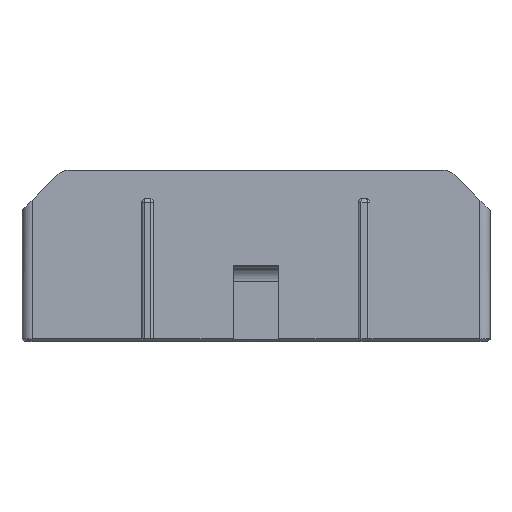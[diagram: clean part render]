
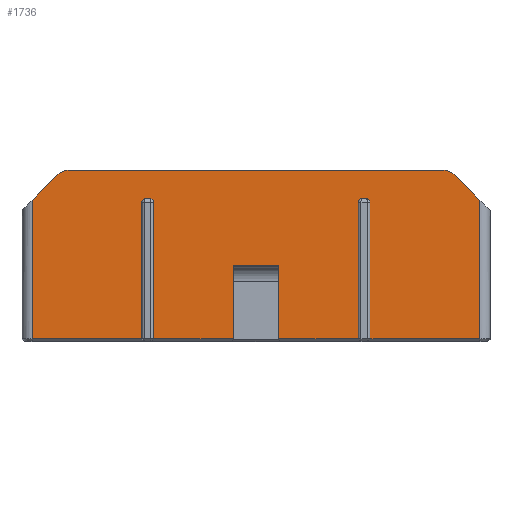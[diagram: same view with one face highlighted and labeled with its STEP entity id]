
A CAD part, top view. The second image highlights one B-rep face of the part: STEP entity #1736.
In plain terms, the highlighted planar face has unit normal (0, 0, 1).
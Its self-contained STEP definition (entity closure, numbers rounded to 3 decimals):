
#88=PLANE('',#1895);
#161=FACE_OUTER_BOUND('',#271,.T.);
#271=EDGE_LOOP('',(#1369,#1370,#1371,#1372,#1373,#1374,#1375,#1376,#1377,
#1378,#1379,#1380,#1381,#1382,#1383,#1384,#1385,#1386,#1387,#1388,#1389,
#1390,#1391,#1392));
#372=LINE('',#2574,#554);
#378=LINE('',#2590,#560);
#383=LINE('',#2608,#565);
#384=LINE('',#2611,#566);
#399=LINE('',#2651,#581);
#405=LINE('',#2664,#587);
#412=LINE('',#2686,#594);
#421=LINE('',#2707,#603);
#427=LINE('',#2721,#609);
#431=LINE('',#2730,#613);
#443=LINE('',#2762,#625);
#444=LINE('',#2765,#626);
#445=LINE('',#2769,#627);
#446=LINE('',#2771,#628);
#447=LINE('',#2772,#629);
#448=LINE('',#2776,#630);
#449=LINE('',#2780,#631);
#450=LINE('',#2781,#632);
#554=VECTOR('',#2068,1000.);
#560=VECTOR('',#2082,1000.);
#565=VECTOR('',#2097,1000.);
#566=VECTOR('',#2102,1000.);
#581=VECTOR('',#2143,1000.);
#587=VECTOR('',#2153,1000.);
#594=VECTOR('',#2176,1000.);
#603=VECTOR('',#2197,1000.);
#609=VECTOR('',#2211,1000.);
#613=VECTOR('',#2217,1000.);
#625=VECTOR('',#2247,1000.);
#626=VECTOR('',#2252,1000.);
#627=VECTOR('',#2255,1000.);
#628=VECTOR('',#2258,1000.);
#629=VECTOR('',#2259,1000.);
#630=VECTOR('',#2262,1000.);
#631=VECTOR('',#2265,1000.);
#632=VECTOR('',#2266,1000.);
#705=CIRCLE('',#1836,3.);
#709=CIRCLE('',#1846,3.);
#730=CIRCLE('',#1896,0.75);
#731=CIRCLE('',#1897,0.75);
#732=CIRCLE('',#1898,0.75);
#733=CIRCLE('',#1899,0.75);
#788=VERTEX_POINT('',#2561);
#789=VERTEX_POINT('',#2563);
#793=VERTEX_POINT('',#2572);
#798=VERTEX_POINT('',#2586);
#799=VERTEX_POINT('',#2588);
#800=VERTEX_POINT('',#2592);
#803=VERTEX_POINT('',#2597);
#807=VERTEX_POINT('',#2607);
#819=VERTEX_POINT('',#2649);
#823=VERTEX_POINT('',#2661);
#824=VERTEX_POINT('',#2663);
#830=VERTEX_POINT('',#2684);
#831=VERTEX_POINT('',#2685);
#837=VERTEX_POINT('',#2706);
#841=VERTEX_POINT('',#2720);
#844=VERTEX_POINT('',#2727);
#845=VERTEX_POINT('',#2729);
#856=VERTEX_POINT('',#2761);
#857=VERTEX_POINT('',#2766);
#858=VERTEX_POINT('',#2768);
#859=VERTEX_POINT('',#2773);
#860=VERTEX_POINT('',#2775);
#861=VERTEX_POINT('',#2777);
#862=VERTEX_POINT('',#2779);
#949=EDGE_CURVE('',#789,#788,#705,.T.);
#954=EDGE_CURVE('',#793,#788,#372,.T.);
#962=EDGE_CURVE('',#798,#799,#378,.T.);
#966=EDGE_CURVE('',#800,#803,#709,.T.);
#970=EDGE_CURVE('',#800,#807,#383,.T.);
#972=EDGE_CURVE('',#803,#789,#384,.T.);
#993=EDGE_CURVE('',#819,#793,#399,.T.);
#999=EDGE_CURVE('',#824,#823,#405,.T.);
#1010=EDGE_CURVE('',#830,#831,#412,.T.);
#1023=EDGE_CURVE('',#837,#798,#421,.T.);
#1030=EDGE_CURVE('',#799,#841,#427,.T.);
#1034=EDGE_CURVE('',#845,#844,#431,.T.);
#1050=EDGE_CURVE('',#856,#807,#443,.T.);
#1052=EDGE_CURVE('',#824,#819,#444,.T.);
#1053=EDGE_CURVE('',#823,#857,#730,.T.);
#1054=EDGE_CURVE('',#858,#857,#445,.T.);
#1055=EDGE_CURVE('',#858,#831,#731,.T.);
#1056=EDGE_CURVE('',#837,#830,#446,.T.);
#1057=EDGE_CURVE('',#845,#841,#447,.T.);
#1058=EDGE_CURVE('',#844,#859,#732,.T.);
#1059=EDGE_CURVE('',#860,#859,#448,.T.);
#1060=EDGE_CURVE('',#860,#861,#733,.T.);
#1061=EDGE_CURVE('',#862,#861,#449,.T.);
#1062=EDGE_CURVE('',#856,#862,#450,.T.);
#1369=ORIENTED_EDGE('',*,*,#972,.T.);
#1370=ORIENTED_EDGE('',*,*,#949,.T.);
#1371=ORIENTED_EDGE('',*,*,#954,.F.);
#1372=ORIENTED_EDGE('',*,*,#993,.F.);
#1373=ORIENTED_EDGE('',*,*,#1052,.F.);
#1374=ORIENTED_EDGE('',*,*,#999,.T.);
#1375=ORIENTED_EDGE('',*,*,#1053,.T.);
#1376=ORIENTED_EDGE('',*,*,#1054,.F.);
#1377=ORIENTED_EDGE('',*,*,#1055,.T.);
#1378=ORIENTED_EDGE('',*,*,#1010,.F.);
#1379=ORIENTED_EDGE('',*,*,#1056,.F.);
#1380=ORIENTED_EDGE('',*,*,#1023,.T.);
#1381=ORIENTED_EDGE('',*,*,#962,.T.);
#1382=ORIENTED_EDGE('',*,*,#1030,.T.);
#1383=ORIENTED_EDGE('',*,*,#1057,.F.);
#1384=ORIENTED_EDGE('',*,*,#1034,.T.);
#1385=ORIENTED_EDGE('',*,*,#1058,.T.);
#1386=ORIENTED_EDGE('',*,*,#1059,.F.);
#1387=ORIENTED_EDGE('',*,*,#1060,.T.);
#1388=ORIENTED_EDGE('',*,*,#1061,.F.);
#1389=ORIENTED_EDGE('',*,*,#1062,.F.);
#1390=ORIENTED_EDGE('',*,*,#1050,.T.);
#1391=ORIENTED_EDGE('',*,*,#970,.F.);
#1392=ORIENTED_EDGE('',*,*,#966,.T.);
#1736=ADVANCED_FACE('',(#161),#88,.T.);
#1836=AXIS2_PLACEMENT_3D('',#2564,#2058,#2059);
#1846=AXIS2_PLACEMENT_3D('',#2599,#2089,#2090);
#1895=AXIS2_PLACEMENT_3D('',#2764,#2250,#2251);
#1896=AXIS2_PLACEMENT_3D('',#2767,#2253,#2254);
#1897=AXIS2_PLACEMENT_3D('',#2770,#2256,#2257);
#1898=AXIS2_PLACEMENT_3D('',#2774,#2260,#2261);
#1899=AXIS2_PLACEMENT_3D('',#2778,#2263,#2264);
#2058=DIRECTION('center_axis',(0.,0.,
1.));
#2059=DIRECTION('ref_axis',(0.,1.,0.));
#2068=DIRECTION('',(0.707,0.707,0.));
#2082=DIRECTION('',(1.,0.,0.));
#2089=DIRECTION('center_axis',(0.,0.,1.));
#2090=DIRECTION('ref_axis',(-1.,0.,0.));
#2097=DIRECTION('',(0.707,-0.707,0.));
#2102=DIRECTION('',(-1.,0.,0.));
#2143=DIRECTION('',(0.,1.,0.));
#2153=DIRECTION('',(0.,1.,0.));
#2176=DIRECTION('',(0.,1.,0.));
#2197=DIRECTION('',(0.,1.,0.));
#2211=DIRECTION('',(0.,-1.,0.));
#2217=DIRECTION('',(0.,1.,0.));
#2247=DIRECTION('',(0.,1.,0.));
#2250=DIRECTION('center_axis',(0.,0.,1.));
#2251=DIRECTION('ref_axis',(1.,0.,0.));
#2252=DIRECTION('',(-1.,0.,0.));
#2253=DIRECTION('center_axis',(0.,0.,-1.));
#2254=DIRECTION('ref_axis',(1.,0.,0.));
#2255=DIRECTION('',(-1.,0.,0.));
#2256=DIRECTION('center_axis',(0.,0.,-1.));
#2257=DIRECTION('ref_axis',(1.,0.,0.));
#2258=DIRECTION('',(-1.,0.,0.));
#2259=DIRECTION('',(-1.,0.,0.));
#2260=DIRECTION('center_axis',(0.,0.,-1.));
#2261=DIRECTION('ref_axis',(1.,0.,0.));
#2262=DIRECTION('',(-1.,0.,0.));
#2263=DIRECTION('center_axis',(0.,0.,-1.));
#2264=DIRECTION('ref_axis',(1.,0.,0.));
#2265=DIRECTION('',(0.,1.,0.));
#2266=DIRECTION('',(-1.,0.,0.));
#2561=CARTESIAN_POINT('',(20.521,-195.179,22.));
#2563=CARTESIAN_POINT('',(22.643,-194.3,22.));
#2564=CARTESIAN_POINT('Origin',(22.643,-197.3,22.));
#2572=CARTESIAN_POINT('',(15.5,-200.2,22.));
#2574=CARTESIAN_POINT('',(16.933,-198.767,22.));
#2586=CARTESIAN_POINT('',(55.5,-213.3,22.));
#2588=CARTESIAN_POINT('',(64.5,-213.3,22.));
#2590=CARTESIAN_POINT('',(55.5,-213.3,22.));
#2592=CARTESIAN_POINT('',(99.479,-195.179,22.));
#2597=CARTESIAN_POINT('',(97.357,-194.3,22.));
#2599=CARTESIAN_POINT('Origin',(97.357,-197.3,22.));
#2607=CARTESIAN_POINT('',(104.5,-200.2,22.));
#2608=CARTESIAN_POINT('',(115.564,-211.264,22.));
#2611=CARTESIAN_POINT('',(106.5,-194.3,22.));
#2649=CARTESIAN_POINT('',(15.5,-227.8,22.));
#2651=CARTESIAN_POINT('',(15.5,-228.3,22.));
#2661=CARTESIAN_POINT('',(37.33,-200.7,22.));
#2663=CARTESIAN_POINT('',(37.33,-227.8,22.));
#2664=CARTESIAN_POINT('',(37.33,-228.3,22.));
#2684=CARTESIAN_POINT('',(39.63,-227.8,22.));
#2685=CARTESIAN_POINT('',(39.63,-200.7,22.));
#2686=CARTESIAN_POINT('',(39.63,-228.3,22.));
#2706=CARTESIAN_POINT('',(55.5,-227.8,22.));
#2707=CARTESIAN_POINT('',(55.5,-230.218,22.));
#2720=CARTESIAN_POINT('',(64.5,-227.8,22.));
#2721=CARTESIAN_POINT('',(64.5,-213.3,22.));
#2727=CARTESIAN_POINT('',(80.35,-200.7,22.));
#2729=CARTESIAN_POINT('',(80.35,-227.8,22.));
#2730=CARTESIAN_POINT('',(80.35,-228.3,22.));
#2761=CARTESIAN_POINT('',(104.5,-227.8,22.));
#2762=CARTESIAN_POINT('',(104.5,-228.3,22.));
#2764=CARTESIAN_POINT('Origin',(106.5,-228.3,22.));
#2765=CARTESIAN_POINT('',(37.33,-227.8,22.));
#2766=CARTESIAN_POINT('',(38.08,-199.95,22.));
#2767=CARTESIAN_POINT('Origin',(38.08,-200.7,22.));
#2768=CARTESIAN_POINT('',(38.88,-199.95,22.));
#2769=CARTESIAN_POINT('',(39.63,-199.95,22.));
#2770=CARTESIAN_POINT('Origin',(38.88,-200.7,22.));
#2771=CARTESIAN_POINT('',(55.,-227.8,22.));
#2772=CARTESIAN_POINT('',(80.35,-227.8,22.));
#2773=CARTESIAN_POINT('',(81.1,-199.95,22.));
#2774=CARTESIAN_POINT('Origin',(81.1,-200.7,22.));
#2775=CARTESIAN_POINT('',(81.9,-199.95,22.));
#2776=CARTESIAN_POINT('',(82.65,-199.95,22.));
#2777=CARTESIAN_POINT('',(82.65,-200.7,22.));
#2778=CARTESIAN_POINT('Origin',(81.9,-200.7,22.));
#2779=CARTESIAN_POINT('',(82.65,-227.8,22.));
#2780=CARTESIAN_POINT('',(82.65,-228.3,22.));
#2781=CARTESIAN_POINT('',(104.5,-227.8,22.));
